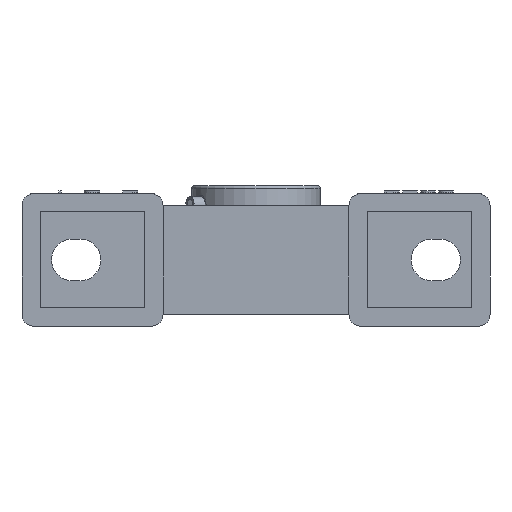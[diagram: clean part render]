
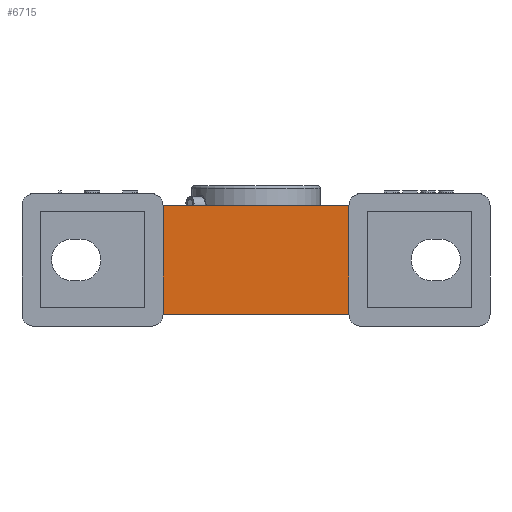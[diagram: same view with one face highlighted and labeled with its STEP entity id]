
A CAD part, front view. The second image highlights one B-rep face of the part: STEP entity #6715.
In plain terms, the highlighted planar face has unit normal (0, -1, 0).
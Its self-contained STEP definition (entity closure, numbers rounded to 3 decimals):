
#1398=DIRECTION('',(0.,0.,1.));
#1399=VECTOR('',#1398,44.);
#1400=CARTESIAN_POINT('',(37.75,-50.,-22.));
#1401=LINE('',#1400,#1399);
#1836=DIRECTION('',(1.,0.,0.));
#1837=VECTOR('',#1836,75.5);
#1838=CARTESIAN_POINT('',(-37.75,-50.,22.));
#1839=LINE('',#1838,#1837);
#1840=DIRECTION('',(0.,0.,1.));
#1841=VECTOR('',#1840,44.);
#1842=CARTESIAN_POINT('',(-37.75,-50.,-22.));
#1843=LINE('',#1842,#1841);
#1852=DIRECTION('',(1.,0.,0.));
#1853=VECTOR('',#1852,75.5);
#1854=CARTESIAN_POINT('',(-37.75,-50.,-22.));
#1855=LINE('',#1854,#1853);
#4178=CARTESIAN_POINT('',(-37.75,-50.,22.));
#4179=VERTEX_POINT('',#4178);
#4188=CARTESIAN_POINT('',(37.75,-50.,22.));
#4189=VERTEX_POINT('',#4188);
#4197=CARTESIAN_POINT('',(37.75,-50.,-22.));
#4198=VERTEX_POINT('',#4197);
#4207=CARTESIAN_POINT('',(-37.75,-50.,-22.));
#4208=VERTEX_POINT('',#4207);
#6703=CARTESIAN_POINT('',(-37.75,-50.,-22.));
#6704=DIRECTION('',(0.,1.,0.));
#6705=DIRECTION('',(1.,0.,0.));
#6706=AXIS2_PLACEMENT_3D('',#6703,#6704,#6705);
#6707=PLANE('',#6706);
#6708=ORIENTED_EDGE('',*,*,#6698,.T.);
#6709=ORIENTED_EDGE('',*,*,#6286,.F.);
#6711=ORIENTED_EDGE('',*,*,#6710,.F.);
#6712=ORIENTED_EDGE('',*,*,#6522,.T.);
#6713=EDGE_LOOP('',(#6708,#6709,#6711,#6712));
#6714=FACE_OUTER_BOUND('',#6713,.F.);
#6715=ADVANCED_FACE('',(#6714),#6707,.F.);
#6286=EDGE_CURVE('',#4198,#4189,#1401,.T.);
#6522=EDGE_CURVE('',#4208,#4179,#1843,.T.);
#6698=EDGE_CURVE('',#4179,#4189,#1839,.T.);
#6710=EDGE_CURVE('',#4208,#4198,#1855,.T.);
